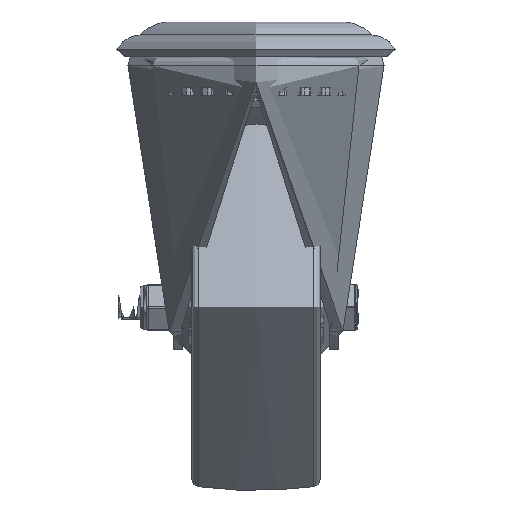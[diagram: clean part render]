
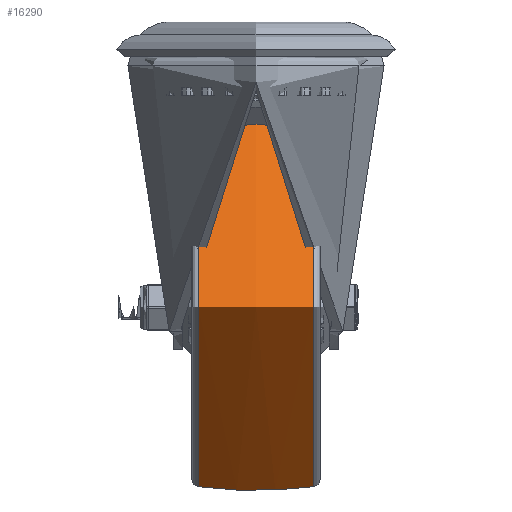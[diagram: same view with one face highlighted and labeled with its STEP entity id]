
A CAD part, left-side view. The second image highlights one B-rep face of the part: STEP entity #16290.
In plain terms, the highlighted free-form (B-spline) face has degree [2, 2] with [3, 9] control points.
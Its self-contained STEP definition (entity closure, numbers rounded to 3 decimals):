
#63=(
BOUNDED_SURFACE()
B_SPLINE_SURFACE(2,2,((#26733,#26734,#26735,#26736,#26737,#26738,#26739,
#26740,#26741),(#26742,#26743,#26744,#26745,#26746,#26747,#26748,#26749,
#26750),(#26751,#26752,#26753,#26754,#26755,#26756,#26757,#26758,#26759)),
 .UNSPECIFIED.,.F.,.T.,.F.)
B_SPLINE_SURFACE_WITH_KNOTS((3,3),(3,2,2,2,3),(-0.128,0.128),
(-3.142,-1.571,0.,1.571,3.142),
 .UNSPECIFIED.)
GEOMETRIC_REPRESENTATION_ITEM()
RATIONAL_B_SPLINE_SURFACE(((1.,0.707,1.,0.707,1.,
0.707,1.,0.707,1.),(0.992,0.701,
0.992,0.701,0.992,0.701,
0.992,0.701,0.992),(1.,0.707,
1.,0.707,1.,0.707,1.,0.707,1.)))
REPRESENTATION_ITEM('')
SURFACE()
);
#4628=FACE_OUTER_BOUND('',#5615,.T.);
#5615=EDGE_LOOP('',(#12920,#12921,#12922,#12923));
#6640=CIRCLE('',#17730,48.988);
#6641=CIRCLE('',#17731,123.125);
#6642=CIRCLE('',#17732,48.988);
#7643=VERTEX_POINT('',#26730);
#7644=VERTEX_POINT('',#26760);
#9561=EDGE_CURVE('',#7643,#7643,#6640,.T.);
#9562=EDGE_CURVE('',#7643,#7644,#6641,.T.);
#9563=EDGE_CURVE('',#7644,#7644,#6642,.T.);
#12920=ORIENTED_EDGE('',*,*,#9561,.F.);
#12921=ORIENTED_EDGE('',*,*,#9562,.T.);
#12922=ORIENTED_EDGE('',*,*,#9563,.T.);
#12923=ORIENTED_EDGE('',*,*,#9562,.F.);
#16290=ADVANCED_FACE('',(#4628),#63,.F.);
#17730=AXIS2_PLACEMENT_3D('',#26732,#20470,#20471);
#17731=AXIS2_PLACEMENT_3D('',#26761,#20472,#20473);
#17732=AXIS2_PLACEMENT_3D('',#26762,#20474,#20475);
#20470=DIRECTION('center_axis',(0.,1.,0.));
#20471=DIRECTION('ref_axis',(0.,0.,
1.));
#20472=DIRECTION('center_axis',(-1.,0.,0.));
#20473=DIRECTION('ref_axis',(0.,0.,
-1.));
#20474=DIRECTION('center_axis',(0.,1.,0.));
#20475=DIRECTION('ref_axis',(0.,0.,
1.));
#26730=CARTESIAN_POINT('',(0.,15.756,-48.988));
#26732=CARTESIAN_POINT('Origin',(0.,15.756,
0.));
#26733=CARTESIAN_POINT('Ctrl Pts',(0.,-15.756,
-48.988));
#26734=CARTESIAN_POINT('Ctrl Pts',(-48.988,-15.756,
-48.988));
#26735=CARTESIAN_POINT('Ctrl Pts',(-48.988,-15.756,
0.));
#26736=CARTESIAN_POINT('Ctrl Pts',(-48.988,-15.756,
48.988));
#26737=CARTESIAN_POINT('Ctrl Pts',(0.,-15.756,
48.988));
#26738=CARTESIAN_POINT('Ctrl Pts',(48.988,-15.756,48.988));
#26739=CARTESIAN_POINT('Ctrl Pts',(48.988,-15.756,0.));
#26740=CARTESIAN_POINT('Ctrl Pts',(48.988,-15.756,-48.988));
#26741=CARTESIAN_POINT('Ctrl Pts',(0.,-15.756,
-48.988));
#26742=CARTESIAN_POINT('Ctrl Pts',(0.,0.,
-51.021));
#26743=CARTESIAN_POINT('Ctrl Pts',(-51.021,0.,
-51.021));
#26744=CARTESIAN_POINT('Ctrl Pts',(-51.021,0.,
0.));
#26745=CARTESIAN_POINT('Ctrl Pts',(-51.021,0.,
51.021));
#26746=CARTESIAN_POINT('Ctrl Pts',(0.,0.,
51.021));
#26747=CARTESIAN_POINT('Ctrl Pts',(51.021,0.,
51.021));
#26748=CARTESIAN_POINT('Ctrl Pts',(51.021,0.,
0.));
#26749=CARTESIAN_POINT('Ctrl Pts',(51.021,0.,
-51.021));
#26750=CARTESIAN_POINT('Ctrl Pts',(0.,0.,
-51.021));
#26751=CARTESIAN_POINT('Ctrl Pts',(0.,15.756,
-48.988));
#26752=CARTESIAN_POINT('Ctrl Pts',(-48.988,15.756,-48.988));
#26753=CARTESIAN_POINT('Ctrl Pts',(-48.988,15.756,0.));
#26754=CARTESIAN_POINT('Ctrl Pts',(-48.988,15.756,48.988));
#26755=CARTESIAN_POINT('Ctrl Pts',(0.,15.756,
48.988));
#26756=CARTESIAN_POINT('Ctrl Pts',(48.988,15.756,48.988));
#26757=CARTESIAN_POINT('Ctrl Pts',(48.988,15.756,0.));
#26758=CARTESIAN_POINT('Ctrl Pts',(48.988,15.756,-48.988));
#26759=CARTESIAN_POINT('Ctrl Pts',(0.,15.756,
-48.988));
#26760=CARTESIAN_POINT('',(0.,-15.756,-48.988));
#26761=CARTESIAN_POINT('Origin',(0.,0.,
73.125));
#26762=CARTESIAN_POINT('Origin',(0.,-15.756,
0.));
